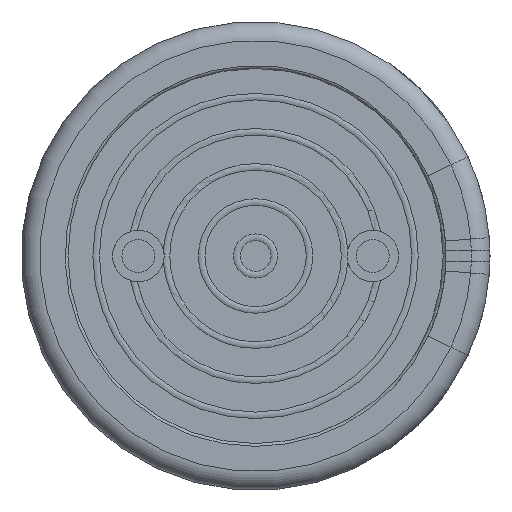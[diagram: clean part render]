
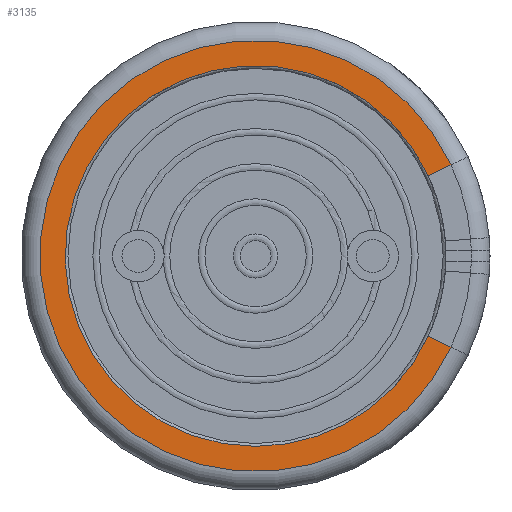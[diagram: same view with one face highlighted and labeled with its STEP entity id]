
A CAD part, front view. The second image highlights one B-rep face of the part: STEP entity #3135.
In plain terms, the highlighted planar face has unit normal (0, -1, 0).
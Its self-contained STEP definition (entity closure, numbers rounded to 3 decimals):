
#210=PLANE('',#3405);
#294=FACE_OUTER_BOUND('',#432,.T.);
#432=EDGE_LOOP('',(#2568,#2569,#2570,#2571,#2572));
#580=LINE('',#5661,#731);
#581=LINE('',#5664,#732);
#731=VECTOR('',#3979,10.);
#732=VECTOR('',#3982,10.);
#924=CIRCLE('',#3404,2.3);
#925=CIRCLE('',#3406,2.03);
#926=CIRCLE('',#3407,2.03);
#1275=VERTEX_POINT('',#5597);
#1278=VERTEX_POINT('',#5603);
#1295=VERTEX_POINT('',#5659);
#1296=VERTEX_POINT('',#5663);
#1303=VERTEX_POINT('',#5695);
#1732=EDGE_CURVE('',#1278,#1295,#580,.T.);
#1733=EDGE_CURVE('',#1296,#1275,#581,.T.);
#1748=EDGE_CURVE('',#1296,#1295,#924,.T.);
#1749=EDGE_CURVE('',#1303,#1275,#925,.T.);
#1750=EDGE_CURVE('',#1278,#1303,#926,.T.);
#2568=ORIENTED_EDGE('',*,*,#1733,.T.);
#2569=ORIENTED_EDGE('',*,*,#1749,.F.);
#2570=ORIENTED_EDGE('',*,*,#1750,.F.);
#2571=ORIENTED_EDGE('',*,*,#1732,.T.);
#2572=ORIENTED_EDGE('',*,*,#1748,.F.);
#3135=ADVANCED_FACE('',(#294),#210,.F.);
#3404=AXIS2_PLACEMENT_3D('',#5693,#4025,#4026);
#3405=AXIS2_PLACEMENT_3D('',#5694,#4027,#4028);
#3406=AXIS2_PLACEMENT_3D('',#5696,#4029,#4030);
#3407=AXIS2_PLACEMENT_3D('',#5697,#4031,#4032);
#3979=DIRECTION('',(0.906,0.,0.423));
#3982=DIRECTION('',(-0.906,0.,0.423));
#4025=DIRECTION('center_axis',(0.,1.,0.));
#4026=DIRECTION('ref_axis',(1.,0.,0.));
#4027=DIRECTION('center_axis',(0.,1.,0.));
#4028=DIRECTION('ref_axis',(0.,0.,1.));
#4029=DIRECTION('center_axis',(0.,-1.,0.));
#4030=DIRECTION('ref_axis',(-1.,0.,0.));
#4031=DIRECTION('center_axis',(0.,-1.,0.));
#4032=DIRECTION('ref_axis',(-1.,0.,0.));
#5597=CARTESIAN_POINT('',(1.84,0.,-0.858));
#5603=CARTESIAN_POINT('',(1.84,0.,0.858));
#5659=CARTESIAN_POINT('',(2.085,0.,0.972));
#5661=CARTESIAN_POINT('',(1.026,0.,0.479));
#5663=CARTESIAN_POINT('',(2.085,0.,-0.972));
#5664=CARTESIAN_POINT('',(1.026,0.,-0.479));
#5693=CARTESIAN_POINT('Origin',(0.,0.,0.));
#5694=CARTESIAN_POINT('Origin',(0.,0.,0.));
#5695=CARTESIAN_POINT('',(0.,0.,-2.03));
#5696=CARTESIAN_POINT('Origin',(0.,0.,0.));
#5697=CARTESIAN_POINT('Origin',(0.,0.,0.));
